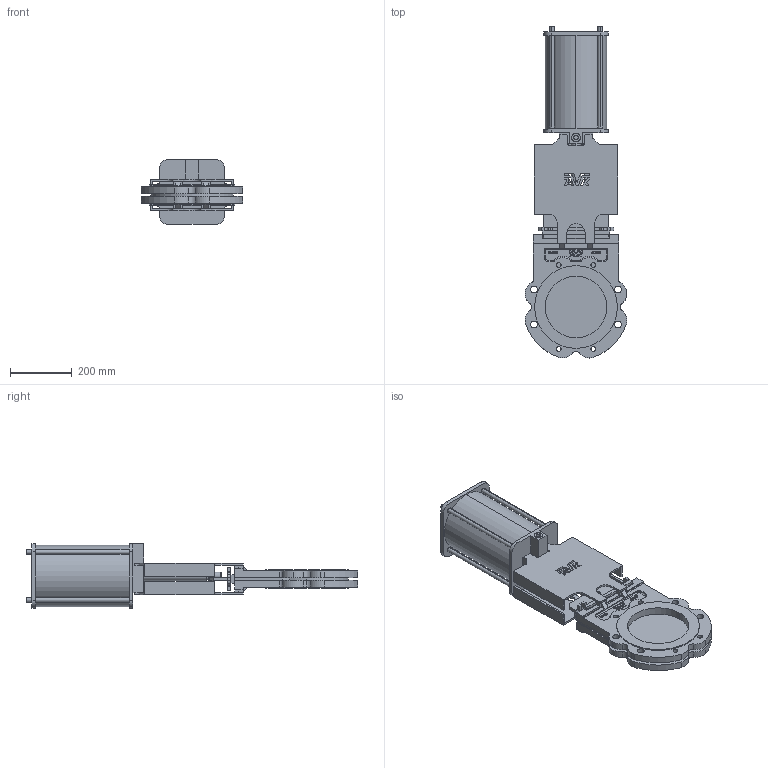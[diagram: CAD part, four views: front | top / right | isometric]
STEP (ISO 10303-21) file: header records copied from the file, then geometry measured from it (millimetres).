
FILE_DESCRIPTION (( 'STEP AP203' ), '1' );
FILE_NAME ('70220040034.STEP', '2017-03-16T12:13:09', ( '' ), ( '' ), 'SwSTEP 2.0', 'SolidWorks 2016', '' );
FILE_SCHEMA (( 'CONFIG_CONTROL_DESIGN' ));
Length unit declared in the file: millimetre
Products named in the file (1): 70220040034
Bounding box: 330.56 x 1076.27 x 210 mm (x, y, z)
Volume: 17278899.9 mm3; surface area: 1232538.5 mm2
Topology: 1 solids, 1 shells, 1184 faces, 3314 edges, 2193 vertices
Faces by surface type: plane 557, cylinder 459, bspline 144, torus 20, cone 4
Entity records: 47874 total; most frequent: CARTESIAN_POINT 17233, ORIENTED_EDGE 6628, DIRECTION 6049, EDGE_CURVE 3314, VERTEX_POINT 2193, VECTOR 2071, LINE 2071, AXIS2_PLACEMENT_3D 1989
